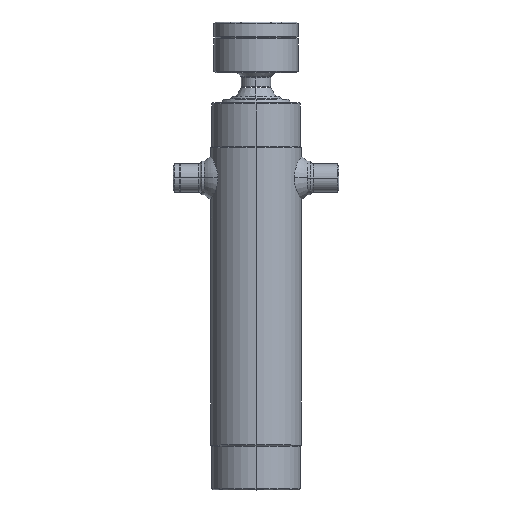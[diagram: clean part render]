
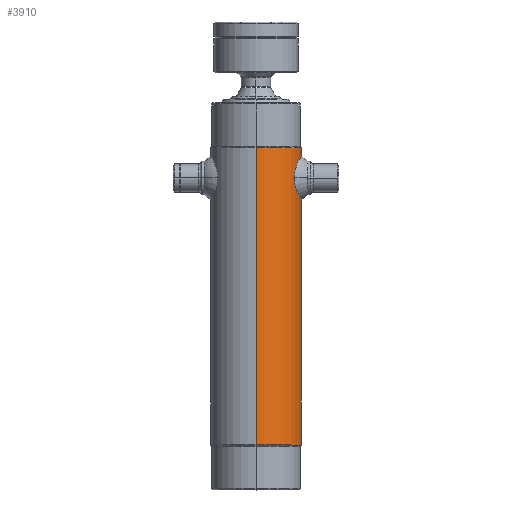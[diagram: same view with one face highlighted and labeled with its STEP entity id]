
A CAD part, top view. The second image highlights one B-rep face of the part: STEP entity #3910.
In plain terms, the highlighted cylindrical face has radius 40.4 mm (diameter 80.8 mm), a partial arc.
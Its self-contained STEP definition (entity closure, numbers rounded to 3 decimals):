
#216 = DIRECTION ( 'NONE',  ( 0., 1., 0. ) ) ;
#715 = ORIENTED_EDGE ( 'NONE', *, *, #1539, .T. ) ;
#738 = ORIENTED_EDGE ( 'NONE', *, *, #5112, .T. ) ;
#857 = CARTESIAN_POINT ( 'NONE',  ( 0., 40., 40.4 ) ) ;
#925 = VERTEX_POINT ( 'NONE', #5628 ) ;
#1167 = DIRECTION ( 'NONE',  ( 0., 1., 0. ) ) ;
#1201 = ORIENTED_EDGE ( 'NONE', *, *, #9274, .F. ) ;
#1363 = ORIENTED_EDGE ( 'NONE', *, *, #1592, .F. ) ;
#1475 = CARTESIAN_POINT ( 'NONE',  ( 0., 305.389, 40.4 ) ) ;
#1539 = EDGE_CURVE ( 'NONE', #4129, #925, #7847, .T. ) ;
#1592 = EDGE_CURVE ( 'NONE', #4129, #4300, #7748, .T. ) ;
#1778 = AXIS2_PLACEMENT_3D ( 'NONE', #2217, #6580, #7336 ) ;
#2217 = CARTESIAN_POINT ( 'NONE',  ( 0., 305.389, 0. ) ) ;
#2454 = CARTESIAN_POINT ( 'NONE',  ( 0., 305., 0. ) ) ;
#2838 = CIRCLE ( 'NONE', #7697, 40.4 ) ;
#2865 = VERTEX_POINT ( 'NONE', #5506 ) ;
#3221 = DIRECTION ( 'NONE',  ( 0., 0., 1. ) ) ;
#3793 = FACE_OUTER_BOUND ( 'NONE', #8229, .T. ) ;
#3876 = CYLINDRICAL_SURFACE ( 'NONE', #1778, 40.4 ) ;
#3910 = ADVANCED_FACE ( 'NONE', ( #3793 ), #3876, .T. ) ;
#4104 = CARTESIAN_POINT ( 'NONE',  ( 0., 305., 40.4 ) ) ;
#4129 = VERTEX_POINT ( 'NONE', #857 ) ;
#4300 = VERTEX_POINT ( 'NONE', #4104 ) ;
#5003 = VECTOR ( 'NONE', #1167, 1000. ) ;
#5025 = LINE ( 'NONE', #7698, #5003 ) ;
#5112 = EDGE_CURVE ( 'NONE', #925, #2865, #5025, .T. ) ;
#5506 = CARTESIAN_POINT ( 'NONE',  ( 0., 305., -40.4 ) ) ;
#5628 = CARTESIAN_POINT ( 'NONE',  ( 0., 40., -40.4 ) ) ;
#6499 = CARTESIAN_POINT ( 'NONE',  ( 0., 40., 0. ) ) ;
#6580 = DIRECTION ( 'NONE',  ( 0., 1., 0. ) ) ;
#7207 = DIRECTION ( 'NONE',  ( 0., 0., 1. ) ) ;
#7238 = DIRECTION ( 'NONE',  ( 0., 1., 0. ) ) ;
#7336 = DIRECTION ( 'NONE',  ( 0., 0., 1. ) ) ;
#7586 = DIRECTION ( 'NONE',  ( 0., 1., 0. ) ) ;
#7624 = VECTOR ( 'NONE', #216, 1000. ) ;
#7697 = AXIS2_PLACEMENT_3D ( 'NONE', #2454, #7586, #3221 ) ;
#7698 = CARTESIAN_POINT ( 'NONE',  ( 0., 305.389, -40.4 ) ) ;
#7748 = LINE ( 'NONE', #1475, #7624 ) ;
#7847 = CIRCLE ( 'NONE', #8206, 40.4 ) ;
#8206 = AXIS2_PLACEMENT_3D ( 'NONE', #6499, #7238, #7207 ) ;
#8229 = EDGE_LOOP ( 'NONE', ( #715, #738, #1201, #1363 ) ) ;
#9274 = EDGE_CURVE ( 'NONE', #4300, #2865, #2838, .T. ) ;
